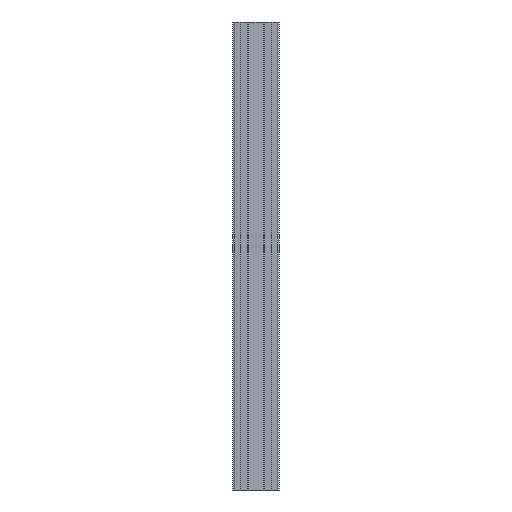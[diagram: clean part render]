
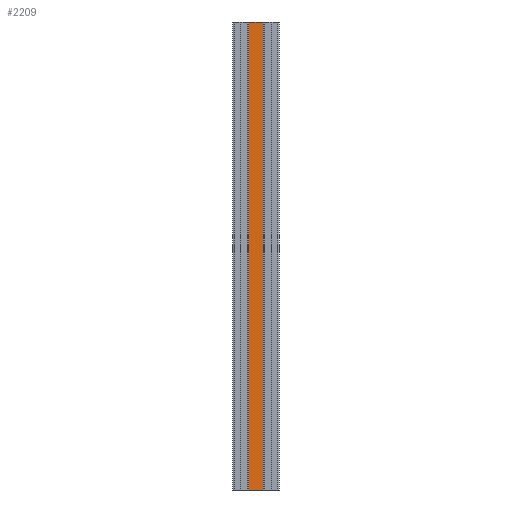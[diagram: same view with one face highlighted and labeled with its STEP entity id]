
A CAD part, left-side view. The second image highlights one B-rep face of the part: STEP entity #2209.
In plain terms, the highlighted planar face has unit normal (-1, 0, 0).
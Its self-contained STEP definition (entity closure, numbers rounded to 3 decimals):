
#85=FACE_OUTER_BOUND('',#199,.T.);
#199=EDGE_LOOP('',(#1849,#1850,#1851,#1852));
#335=LINE('',#3101,#641);
#395=LINE('',#3233,#701);
#524=LINE('',#3495,#830);
#525=LINE('',#3497,#831);
#641=VECTOR('',#2477,10.);
#701=VECTOR('',#2563,10.);
#830=VECTOR('',#2802,10.);
#831=VECTOR('',#2805,10.);
#950=VERTEX_POINT('',#3098);
#951=VERTEX_POINT('',#3100);
#1009=VERTEX_POINT('',#3230);
#1010=VERTEX_POINT('',#3232);
#1164=EDGE_CURVE('',#951,#950,#335,.T.);
#1230=EDGE_CURVE('',#1010,#1009,#395,.T.);
#1364=EDGE_CURVE('',#950,#1010,#524,.T.);
#1365=EDGE_CURVE('',#951,#1009,#525,.T.);
#1849=ORIENTED_EDGE('',*,*,#1230,.T.);
#1850=ORIENTED_EDGE('',*,*,#1365,.F.);
#1851=ORIENTED_EDGE('',*,*,#1164,.T.);
#1852=ORIENTED_EDGE('',*,*,#1364,.T.);
#2103=PLANE('',#2345);
#2209=ADVANCED_FACE('',(#85),#2103,.T.);
#2345=AXIS2_PLACEMENT_3D('',#3496,#2803,#2804);
#2477=DIRECTION('',(0.,-1.,0.));
#2563=DIRECTION('',(0.,1.,0.));
#2802=DIRECTION('',(0.,0.,1.));
#2803=DIRECTION('center_axis',(-1.,0.,0.));
#2804=DIRECTION('ref_axis',(0.,-1.,0.));
#2805=DIRECTION('',(0.,0.,1.));
#3098=CARTESIAN_POINT('',(300.,-1.4,-10.));
#3100=CARTESIAN_POINT('',(300.,11.4,-10.));
#3101=CARTESIAN_POINT('',(300.,11.4,-10.));
#3230=CARTESIAN_POINT('',(300.,11.4,390.));
#3232=CARTESIAN_POINT('',(300.,-1.4,390.));
#3233=CARTESIAN_POINT('',(300.,8.2,390.));
#3495=CARTESIAN_POINT('',(300.,-1.4,-10.));
#3496=CARTESIAN_POINT('Origin',(300.,11.4,-10.));
#3497=CARTESIAN_POINT('',(300.,11.4,-10.));
